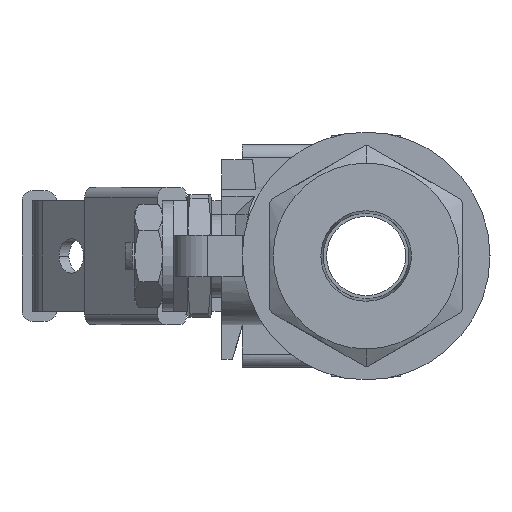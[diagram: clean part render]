
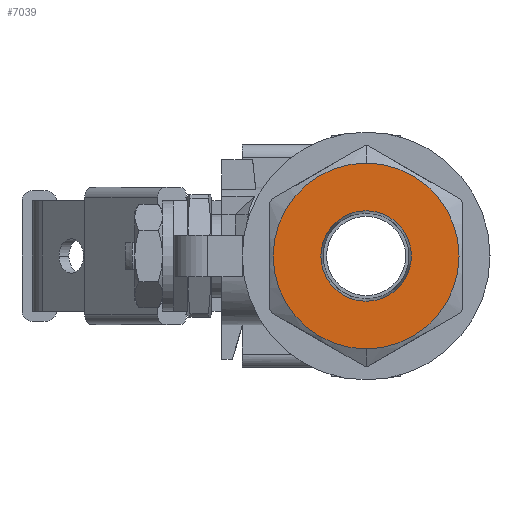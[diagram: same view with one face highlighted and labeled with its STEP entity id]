
A CAD part, left-side view. The second image highlights one B-rep face of the part: STEP entity #7039.
In plain terms, the highlighted planar face has unit normal (-1, 0, 0).
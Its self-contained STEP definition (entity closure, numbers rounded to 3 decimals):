
#342 = EDGE_LOOP ( 'NONE', ( #4248, #4268 ) ) ;
#947 = EDGE_CURVE ( 'NONE', #1564, #1536, #3189, .T. ) ;
#949 = EDGE_CURVE ( 'NONE', #1503, #1510, #3186, .T. ) ;
#999 = EDGE_CURVE ( 'NONE', #1510, #1503, #3259, .T. ) ;
#1000 = EDGE_CURVE ( 'NONE', #1536, #1564, #3243, .T. ) ;
#1135 = AXIS2_PLACEMENT_3D ( 'NONE', #4265, #4267, #4269 ) ;
#1136 = AXIS2_PLACEMENT_3D ( 'NONE', #4278, #4280, #4282 ) ;
#1157 = AXIS2_PLACEMENT_3D ( 'NONE', #2748, #2749, #2750 ) ;
#1158 = AXIS2_PLACEMENT_3D ( 'NONE', #2751, #2752, #2753 ) ;
#1411 = ORIENTED_EDGE ( 'NONE', *, *, #1000, .F. ) ;
#1413 = ORIENTED_EDGE ( 'NONE', *, *, #947, .F. ) ;
#1503 = VERTEX_POINT ( 'NONE', #3606 ) ;
#1510 = VERTEX_POINT ( 'NONE', #3613 ) ;
#1536 = VERTEX_POINT ( 'NONE', #3639 ) ;
#1564 = VERTEX_POINT ( 'NONE', #3667 ) ;
#2748 = CARTESIAN_POINT ( 'NONE',  ( -30., 0., 0. ) ) ;
#2749 = DIRECTION ( 'NONE',  ( -1., 0., 0. ) ) ;
#2750 = DIRECTION ( 'NONE',  ( 0., 0., 1. ) ) ;
#2751 = CARTESIAN_POINT ( 'NONE',  ( -30., 0., 0. ) ) ;
#2752 = DIRECTION ( 'NONE',  ( -1., 0., 0. ) ) ;
#2753 = DIRECTION ( 'NONE',  ( 0., 0., 1. ) ) ;
#3186 = CIRCLE ( 'NONE', #1136, 13.5 ) ;
#3189 = CIRCLE ( 'NONE', #1135, 6.579 ) ;
#3243 = CIRCLE ( 'NONE', #1158, 6.579 ) ;
#3259 = CIRCLE ( 'NONE', #1157, 13.5 ) ;
#3606 = CARTESIAN_POINT ( 'NONE',  ( -30., 0., 13.5 ) ) ;
#3613 = CARTESIAN_POINT ( 'NONE',  ( -30., 0., -13.5 ) ) ;
#3639 = CARTESIAN_POINT ( 'NONE',  ( -30., 0., 6.579 ) ) ;
#3667 = CARTESIAN_POINT ( 'NONE',  ( -30., 0., -6.579 ) ) ;
#3986 = EDGE_LOOP ( 'NONE', ( #1411, #1413 ) ) ;
#4248 = ORIENTED_EDGE ( 'NONE', *, *, #999, .T. ) ;
#4265 = CARTESIAN_POINT ( 'NONE',  ( -30., 0., 0. ) ) ;
#4267 = DIRECTION ( 'NONE',  ( -1., 0., 0. ) ) ;
#4268 = ORIENTED_EDGE ( 'NONE', *, *, #949, .T. ) ;
#4269 = DIRECTION ( 'NONE',  ( 0., 0., 1. ) ) ;
#4278 = CARTESIAN_POINT ( 'NONE',  ( -30., 0., 0. ) ) ;
#4280 = DIRECTION ( 'NONE',  ( -1., 0., 0. ) ) ;
#4282 = DIRECTION ( 'NONE',  ( 0., 0., 1. ) ) ;
#7039 = ADVANCED_FACE ( 'NONE', ( #10200, #10208 ), #8342, .T. ) ;
#7850 = AXIS2_PLACEMENT_3D ( 'NONE', #8344, #8349, #8350 ) ;
#8342 = PLANE ( 'NONE',  #7850 ) ;
#8344 = CARTESIAN_POINT ( 'NONE',  ( -30., 0., 0. ) ) ;
#8349 = DIRECTION ( 'NONE',  ( -1., 0., 0. ) ) ;
#8350 = DIRECTION ( 'NONE',  ( 0., 0., 1. ) ) ;
#10200 = FACE_BOUND ( 'NONE', #3986, .T. ) ;
#10208 = FACE_OUTER_BOUND ( 'NONE', #342, .T. ) ;
